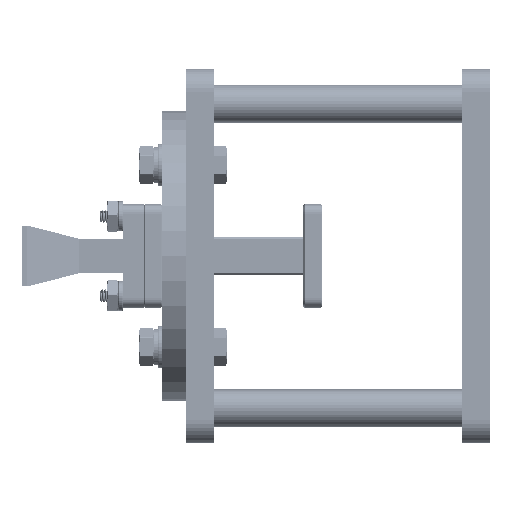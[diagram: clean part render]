
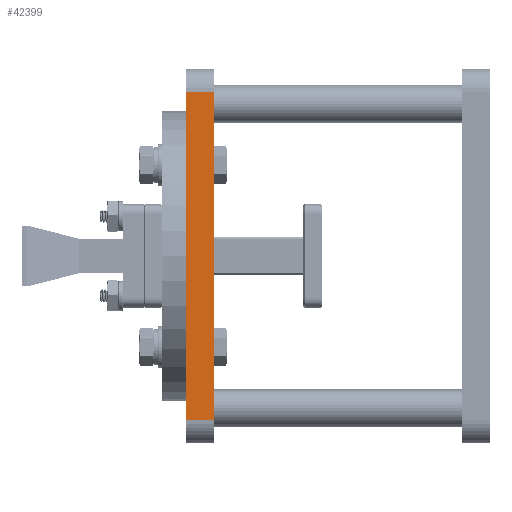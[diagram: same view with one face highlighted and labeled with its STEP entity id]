
A CAD part, left-side view. The second image highlights one B-rep face of the part: STEP entity #42399.
In plain terms, the highlighted planar face has unit normal (-1, 0, 0).
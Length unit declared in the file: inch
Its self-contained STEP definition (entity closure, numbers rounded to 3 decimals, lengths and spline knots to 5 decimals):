
#570 = DIRECTION ( 'NONE',  ( 0., 0., -1. ) ) ;
#1569 = EDGE_CURVE ( 'NONE', #21484, #17025, #3098, .T. ) ;
#1994 = VECTOR ( 'NONE', #17536, 39.37008 ) ;
#2398 = LINE ( 'NONE', #29900, #45135 ) ;
#3098 = LINE ( 'NONE', #28036, #26446 ) ;
#3224 = LINE ( 'NONE', #7366, #1994 ) ;
#6472 = DIRECTION ( 'NONE',  ( 0., -1., 0. ) ) ;
#7366 = CARTESIAN_POINT ( 'NONE',  ( -1.5748, 0., -1.37795 ) ) ;
#9392 = EDGE_LOOP ( 'NONE', ( #29473, #43520, #18315, #28248 ) ) ;
#10167 = CARTESIAN_POINT ( 'NONE',  ( -1.5748, 0.23622, -1.37795 ) ) ;
#10207 = EDGE_CURVE ( 'NONE', #29611, #37763, #3224, .T. ) ;
#16050 = EDGE_CURVE ( 'NONE', #21484, #29611, #23583, .T. ) ;
#16687 = CARTESIAN_POINT ( 'NONE',  ( -1.5748, 0.23622, 1.37795 ) ) ;
#17025 = VERTEX_POINT ( 'NONE', #16687 ) ;
#17536 = DIRECTION ( 'NONE',  ( 0., 0., 1. ) ) ;
#18315 = ORIENTED_EDGE ( 'NONE', *, *, #1569, .F. ) ;
#18602 = AXIS2_PLACEMENT_3D ( 'NONE', #38715, #34780, #570 ) ;
#21484 = VERTEX_POINT ( 'NONE', #42847 ) ;
#23583 = LINE ( 'NONE', #10167, #28580 ) ;
#24214 = CARTESIAN_POINT ( 'NONE',  ( -1.5748, 0., -1.37795 ) ) ;
#24598 = FACE_OUTER_BOUND ( 'NONE', #9392, .T. ) ;
#26446 = VECTOR ( 'NONE', #45613, 39.37008 ) ;
#26727 = CARTESIAN_POINT ( 'NONE',  ( -1.5748, 0., 1.37795 ) ) ;
#28036 = CARTESIAN_POINT ( 'NONE',  ( -1.5748, 0.23622, -1.37795 ) ) ;
#28248 = ORIENTED_EDGE ( 'NONE', *, *, #16050, .T. ) ;
#28580 = VECTOR ( 'NONE', #6472, 39.37008 ) ;
#29473 = ORIENTED_EDGE ( 'NONE', *, *, #10207, .T. ) ;
#29611 = VERTEX_POINT ( 'NONE', #24214 ) ;
#29900 = CARTESIAN_POINT ( 'NONE',  ( -1.5748, 0.23622, 1.37795 ) ) ;
#34780 = DIRECTION ( 'NONE',  ( 1., 0., 0. ) ) ;
#36951 = EDGE_CURVE ( 'NONE', #17025, #37763, #2398, .T. ) ;
#37763 = VERTEX_POINT ( 'NONE', #26727 ) ;
#38715 = CARTESIAN_POINT ( 'NONE',  ( -1.5748, 0.23622, -1.37795 ) ) ;
#42399 = ADVANCED_FACE ( 'NONE', ( #24598 ), #42645, .F. ) ;
#42645 = PLANE ( 'NONE',  #18602 ) ;
#42847 = CARTESIAN_POINT ( 'NONE',  ( -1.5748, 0.23622, -1.37795 ) ) ;
#43520 = ORIENTED_EDGE ( 'NONE', *, *, #36951, .F. ) ;
#43566 = DIRECTION ( 'NONE',  ( 0., -1., 0. ) ) ;
#45135 = VECTOR ( 'NONE', #43566, 39.37008 ) ;
#45613 = DIRECTION ( 'NONE',  ( 0., 0., 1. ) ) ;
